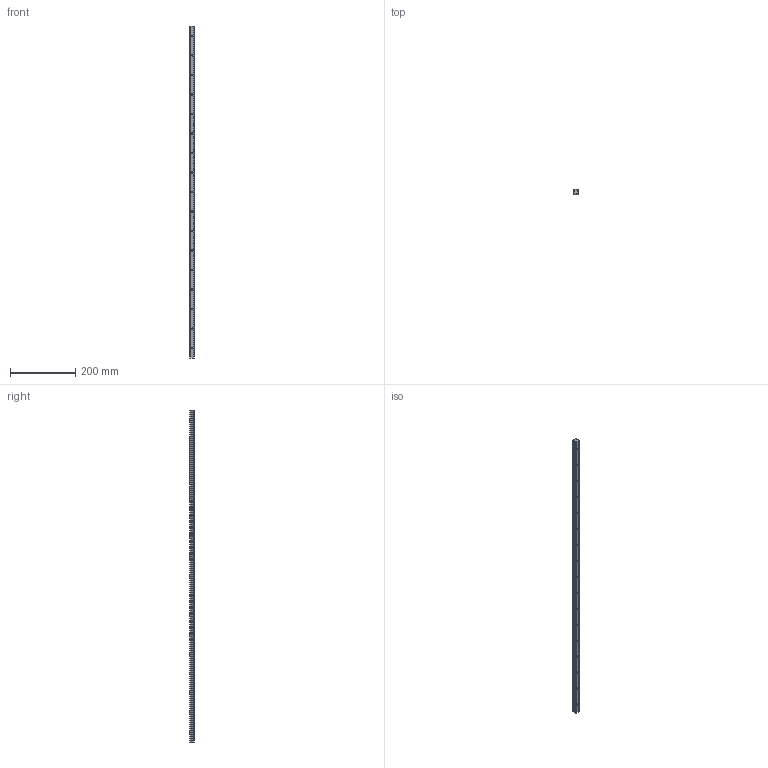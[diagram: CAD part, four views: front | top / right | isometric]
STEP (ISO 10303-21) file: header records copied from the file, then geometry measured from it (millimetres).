
FILE_DESCRIPTION ((), '1');
FILE_NAME ('A15.stp', '2024-01-24T12:24:25', ('Unknown'), ('Unknown'), 'HarmonyWare STEP v2.0.5', 'Vectorworks', '');
FILE_SCHEMA (('CONFIG_CONTROL_DESIGN'));
Length unit declared in the file: millimetre
Products named in the file (1): NONE
Bounding box: 15 x 14 x 1020 mm (x, y, z)
Volume: 180015.2 mm3; surface area: 64566.5 mm2
Topology: 1 solids, 1 shells, 96 faces, 318 edges, 241 vertices
Faces by surface type: bspline 96
Entity records: 6605 total; most frequent: CARTESIAN_POINT 4650, ORIENTED_EDGE 636, EDGE_CURVE 318, VERTEX_POINT 241, B_SPLINE_CURVE_WITH_KNOTS 234, EDGE_LOOP 147, FACE_OUTER_BOUND 96, ADVANCED_FACE 96
